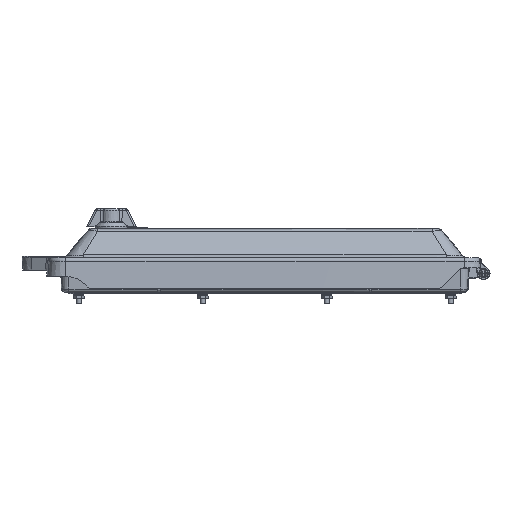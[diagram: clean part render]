
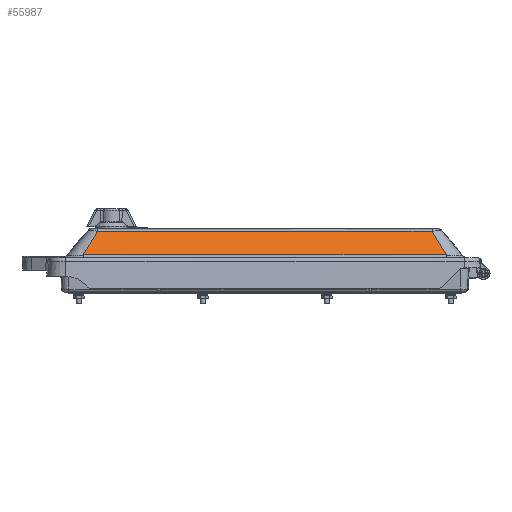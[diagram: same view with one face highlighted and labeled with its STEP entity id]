
A CAD part, left-side view. The second image highlights one B-rep face of the part: STEP entity #55987.
In plain terms, the highlighted free-form (B-spline) face has degree [3, 3] with [6, 4] control points.
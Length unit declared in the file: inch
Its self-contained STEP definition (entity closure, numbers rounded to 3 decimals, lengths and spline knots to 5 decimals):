
#1196 = CARTESIAN_POINT ( 'NONE',  ( -9.91993, -6.55086, 2.42364 ) ) ;
#1414 = EDGE_CURVE ( 'NONE', #27365, #63688, #71712, .T. ) ;
#2090 = CARTESIAN_POINT ( 'NONE',  ( -9.9188, 4.42919, 2.42764 ) ) ;
#3409 = CARTESIAN_POINT ( 'NONE',  ( -9.91664, -6.60056, 2.42764 ) ) ;
#3814 = CARTESIAN_POINT ( 'NONE',  ( -9.91988, 6.41161, 2.42385 ) ) ;
#4300 = VERTEX_POINT ( 'NONE', #25926 ) ;
#7292 = ORIENTED_EDGE ( 'NONE', *, *, #92426, .F. ) ;
#7930 = CARTESIAN_POINT ( 'NONE',  ( -10.68688, -6.95809, 1.48473 ) ) ;
#13526 = CARTESIAN_POINT ( 'NONE',  ( -9.91981, -6.69063, 2.4236 ) ) ;
#18839 = CARTESIAN_POINT ( 'NONE',  ( -10.68446, 7.26027, 1.48484 ) ) ;
#19542 = CARTESIAN_POINT ( 'NONE',  ( -10.68933, -6.65543, 1.48444 ) ) ;
#21311 = CARTESIAN_POINT ( 'NONE',  ( -9.91984, 5.57542, 2.42477 ) ) ;
#22609 = CARTESIAN_POINT ( 'NONE',  ( -9.91975, 0.95579, 2.42765 ) ) ;
#23171 = CARTESIAN_POINT ( 'NONE',  ( -10.87575, -7.40278, 1.25 ) ) ;
#23501 = FACE_OUTER_BOUND ( 'NONE', #104735, .T. ) ;
#24932 = VECTOR ( 'NONE', #62848, 39.37008 ) ;
#25926 = CARTESIAN_POINT ( 'NONE',  ( -10.68446, -7.26027, 1.48484 ) ) ;
#27365 = VERTEX_POINT ( 'NONE', #18839 ) ;
#28044 = CARTESIAN_POINT ( 'NONE',  ( -10.70189, -4.84028, 1.48317 ) ) ;
#30670 = B_SPLINE_CURVE_WITH_KNOTS ( 'NONE', 3,
 ( #122192, #111753, #31075, #100046, #3814, #121544, #21311, #60978, #22609, #62290, #100693, #81123, #91568, #42171, #1196, #120882, #43471, #13526 ),
 .UNSPECIFIED., .F., .F.,
 ( 4, 1, 1, 1, 1, 1, 1, 1, 1, 1, 1, 1, 1, 1, 1, 4 ),
 ( 0., 0.00446, 0.00893, 0.01786, 0.03571, 0.07143, 0.14286, 0.42857, 0.71429, 0.85714, 0.92857, 0.96429, 0.98214, 0.99107, 0.99554, 1. ),
 .UNSPECIFIED. ) ;
#31075 = CARTESIAN_POINT ( 'NONE',  ( -9.91988, 6.63066, 2.42359 ) ) ;
#31971 = CARTESIAN_POINT ( 'NONE',  ( -10.72367, -2.74443, 1.48173 ) ) ;
#33561 = EDGE_CURVE ( 'NONE', #63688, #77946, #30670, .T. ) ;
#37155 = CARTESIAN_POINT ( 'NONE',  ( -10.6855, -7.13083, 1.48482 ) ) ;
#39707 = CARTESIAN_POINT ( 'NONE',  ( -10.71018, 3.11164, 1.48237 ) ) ;
#41111 = CARTESIAN_POINT ( 'NONE',  ( -10.18209, 4.54406, 2.11233 ) ) ;
#41183 = DIRECTION ( 'NONE',  ( 0.571, -0.426, 0.702 ) ) ;
#41754 = CARTESIAN_POINT ( 'NONE',  ( -10.687, 7.26216, 1.48173 ) ) ;
#42171 = CARTESIAN_POINT ( 'NONE',  ( -9.91988, -6.41161, 2.42385 ) ) ;
#42502 = CARTESIAN_POINT ( 'NONE',  ( -10.87575, 7.40278, 1.25 ) ) ;
#43088 = CARTESIAN_POINT ( 'NONE',  ( -10.43089, 6.99064, 1.79703 ) ) ;
#43386 = LINE ( 'NONE', #23171, #24932 ) ;
#43471 = CARTESIAN_POINT ( 'NONE',  ( -9.91997, -6.67019, 2.42344 ) ) ;
#48265 = CARTESIAN_POINT ( 'NONE',  ( -10.69388, 6.0504, 1.48399 ) ) ;
#48469 = ORIENTED_EDGE ( 'NONE', *, *, #122566, .T. ) ;
#48897 = CARTESIAN_POINT ( 'NONE',  ( -10.68933, 6.65543, 1.48444 ) ) ;
#49659 = VECTOR ( 'NONE', #41183, 39.37008 ) ;
#49802 = CARTESIAN_POINT ( 'NONE',  ( -9.91981, 6.69063, 2.4236 ) ) ;
#50918 = CARTESIAN_POINT ( 'NONE',  ( -10.68813, -7.12553, 1.48173 ) ) ;
#52188 = CARTESIAN_POINT ( 'NONE',  ( -10.44518, 4.65893, 1.79703 ) ) ;
#52851 = CARTESIAN_POINT ( 'NONE',  ( -10.45596, -2.67878, 1.79703 ) ) ;
#55987 = ADVANCED_FACE ( 'NONE', ( #23501 ), #86928, .T. ) ;
#56012 = ORIENTED_EDGE ( 'NONE', *, *, #33561, .F. ) ;
#57974 = CARTESIAN_POINT ( 'NONE',  ( -10.6855, 7.13083, 1.48482 ) ) ;
#60978 = CARTESIAN_POINT ( 'NONE',  ( -9.9198, 3.82313, 2.42631 ) ) ;
#61899 = CARTESIAN_POINT ( 'NONE',  ( -10.68775, 7.17107, 1.48173 ) ) ;
#62290 = CARTESIAN_POINT ( 'NONE',  ( -9.91977, -2.23017, 2.42716 ) ) ;
#62848 = DIRECTION ( 'NONE',  ( 0.571, 0.426, 0.702 ) ) ;
#63182 = CARTESIAN_POINT ( 'NONE',  ( -9.91652, 6.68818, 2.42764 ) ) ;
#63688 = VERTEX_POINT ( 'NONE', #49802 ) ;
#67737 = CARTESIAN_POINT ( 'NONE',  ( -10.71683, 0.34574, 1.48171 ) ) ;
#68993 = CARTESIAN_POINT ( 'NONE',  ( -10.68469, -7.21755, 1.485 ) ) ;
#71643 = CARTESIAN_POINT ( 'NONE',  ( -10.18812, -2.61313, 2.11233 ) ) ;
#71712 = LINE ( 'NONE', #42502, #49659 ) ;
#75240 = ORIENTED_EDGE ( 'NONE', *, *, #1414, .F. ) ;
#76805 = CARTESIAN_POINT ( 'NONE',  ( -10.69388, -6.0504, 1.48399 ) ) ;
#77946 = VERTEX_POINT ( 'NONE', #102871 ) ;
#78092 = CARTESIAN_POINT ( 'NONE',  ( -10.7135, -2.42018, 1.48204 ) ) ;
#80725 = CARTESIAN_POINT ( 'NONE',  ( -10.1738, -6.77556, 2.11233 ) ) ;
#81123 = CARTESIAN_POINT ( 'NONE',  ( -9.91983, -5.57542, 2.42477 ) ) ;
#81371 = CARTESIAN_POINT ( 'NONE',  ( -10.70846, 4.7738, 1.48173 ) ) ;
#82017 = CARTESIAN_POINT ( 'NONE',  ( -10.17335, 6.87951, 2.11233 ) ) ;
#86928 = B_SPLINE_SURFACE_WITH_KNOTS ( 'NONE', 3, 3, ( 
 ( #41754, #111351, #82017, #63182 ),
 ( #61899, #43088, #91823, #101580 ),
 ( #81371, #52188, #41111, #2090 ),
 ( #31971, #52851, #71643, #102221 ),
 ( #50918, #121794, #80725, #3409 ),
 ( #122435, #92473, #91165, #89847 ) ),
 .UNSPECIFIED., .F., .F., .F.,
 ( 4, 1, 1, 4 ),
 ( 4, 4 ),
 ( 0., 0.28571, 0.57143, 1. ),
 ( 0.17963, 0.9129 ),
 .UNSPECIFIED. ) ;
#87225 = CARTESIAN_POINT ( 'NONE',  ( -10.68688, 6.95809, 1.48473 ) ) ;
#89129 = CARTESIAN_POINT ( 'NONE',  ( -10.68469, 7.21755, 1.485 ) ) ;
#89736 = B_SPLINE_CURVE_WITH_KNOTS ( 'NONE', 3,
 ( #103592, #68993, #37155, #7930, #19542, #76805, #28044, #78092, #67737, #39707, #117838, #48265, #48897, #87225, #57974, #89129, #127635 ),
 .UNSPECIFIED., .F., .F.,
 ( 4, 1, 1, 1, 1, 1, 1, 1, 1, 1, 1, 1, 1, 1, 4 ),
 ( 0., 0.00893, 0.01786, 0.03571, 0.07143, 0.14286, 0.28571, 0.57143, 0.71429, 0.85714, 0.92857, 0.96429, 0.98214, 0.99107, 1. ),
 .UNSPECIFIED. ) ;
#89847 = CARTESIAN_POINT ( 'NONE',  ( -9.91652, -6.68818, 2.42764 ) ) ;
#91165 = CARTESIAN_POINT ( 'NONE',  ( -10.17335, -6.87951, 2.11233 ) ) ;
#91568 = CARTESIAN_POINT ( 'NONE',  ( -9.91988, -6.13283, 2.42415 ) ) ;
#91823 = CARTESIAN_POINT ( 'NONE',  ( -10.17346, 6.8102, 2.11233 ) ) ;
#92426 = EDGE_CURVE ( 'NONE', #4300, #27365, #89736, .T. ) ;
#92473 = CARTESIAN_POINT ( 'NONE',  ( -10.43017, -7.07084, 1.79703 ) ) ;
#100046 = CARTESIAN_POINT ( 'NONE',  ( -9.91993, 6.55086, 2.42364 ) ) ;
#100693 = CARTESIAN_POINT ( 'NONE',  ( -9.91982, -4.46033, 2.42575 ) ) ;
#101580 = CARTESIAN_POINT ( 'NONE',  ( -9.9166, 6.62977, 2.42764 ) ) ;
#102221 = CARTESIAN_POINT ( 'NONE',  ( -9.92042, -2.54749, 2.42764 ) ) ;
#102871 = CARTESIAN_POINT ( 'NONE',  ( -9.91981, -6.69063, 2.4236 ) ) ;
#103592 = CARTESIAN_POINT ( 'NONE',  ( -10.68446, -7.26027, 1.48484 ) ) ;
#104735 = EDGE_LOOP ( 'NONE', ( #7292, #48469, #56012, #75240 ) ) ;
#111351 = CARTESIAN_POINT ( 'NONE',  ( -10.43017, 7.07084, 1.79703 ) ) ;
#111753 = CARTESIAN_POINT ( 'NONE',  ( -9.91997, 6.67019, 2.42344 ) ) ;
#117838 = CARTESIAN_POINT ( 'NONE',  ( -10.70189, 4.84028, 1.48317 ) ) ;
#120882 = CARTESIAN_POINT ( 'NONE',  ( -9.91988, -6.63066, 2.42359 ) ) ;
#121544 = CARTESIAN_POINT ( 'NONE',  ( -9.91988, 6.13283, 2.42415 ) ) ;
#121794 = CARTESIAN_POINT ( 'NONE',  ( -10.43097, -6.95053, 1.79703 ) ) ;
#122192 = CARTESIAN_POINT ( 'NONE',  ( -9.91981, 6.69063, 2.4236 ) ) ;
#122435 = CARTESIAN_POINT ( 'NONE',  ( -10.687, -7.26216, 1.48173 ) ) ;
#122566 = EDGE_CURVE ( 'NONE', #4300, #77946, #43386, .T. ) ;
#127635 = CARTESIAN_POINT ( 'NONE',  ( -10.68446, 7.26027, 1.48484 ) ) ;
